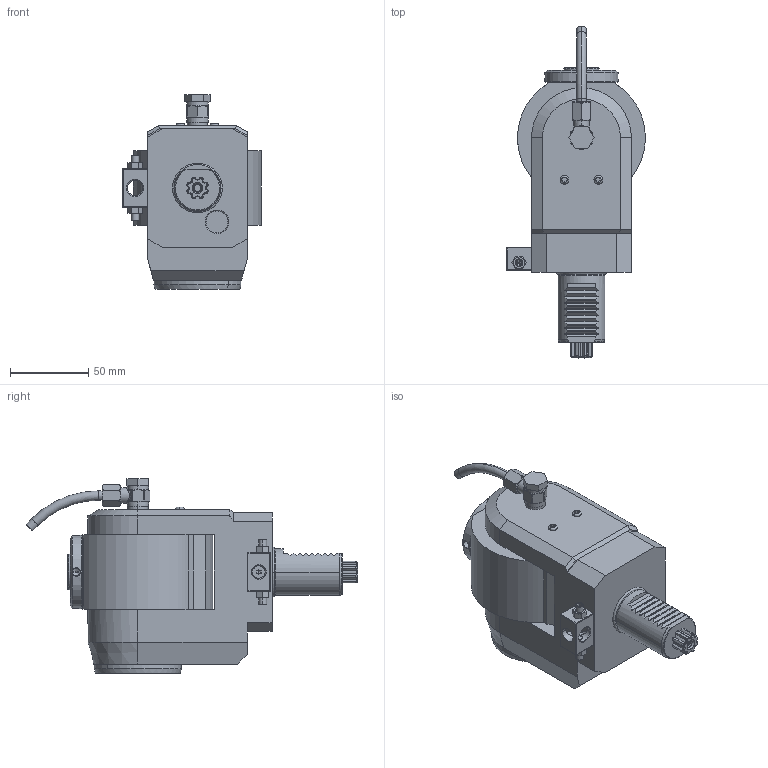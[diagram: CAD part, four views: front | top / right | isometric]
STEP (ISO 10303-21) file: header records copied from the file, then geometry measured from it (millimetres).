
FILE_DESCRIPTION((''),'2;1');
FILE_NAME('NGT1_30_511_16_2_2','2020-06-12T',('vali'),('NOVA GRUP'),'PRO/ENGINEER BY PARAMETRIC TECHNOLOGY CORPORATION, 2010280','PRO/ENGINEER BY PARAMETRIC TECHNOLOGY CORPORATION, 2010280','');
FILE_SCHEMA(('CONFIG_CONTROL_DESIGN'));
Length unit declared in the file: millimetre
Products named in the file (1): NGT1_30_511_16_2_2
Bounding box: 89 x 212.67 x 124.9 mm (x, y, z)
Volume: 769716.5 mm3; surface area: 70581.6 mm2
Topology: 1 solids, 2 shells, 528 faces, 1310 edges, 801 vertices
Faces by surface type: plane 199, cylinder 166, cone 87, bspline 46, torus 30
Entity records: 22489 total; most frequent: CARTESIAN_POINT 10572, ORIENTED_EDGE 2580, DIRECTION 2286, EDGE_CURVE 1290, AXIS2_PLACEMENT_3D 844, VERTEX_POINT 801, VECTOR 598, LINE 598
